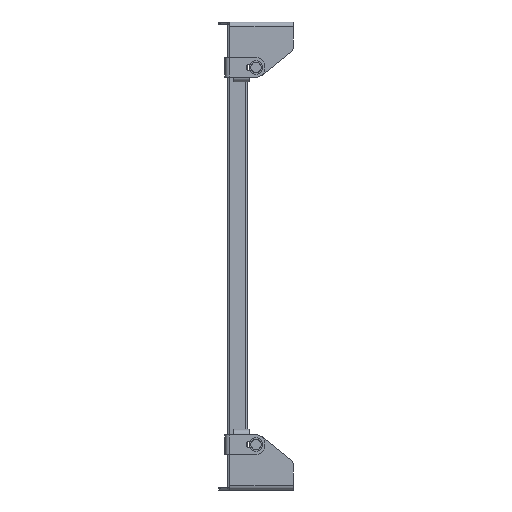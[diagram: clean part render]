
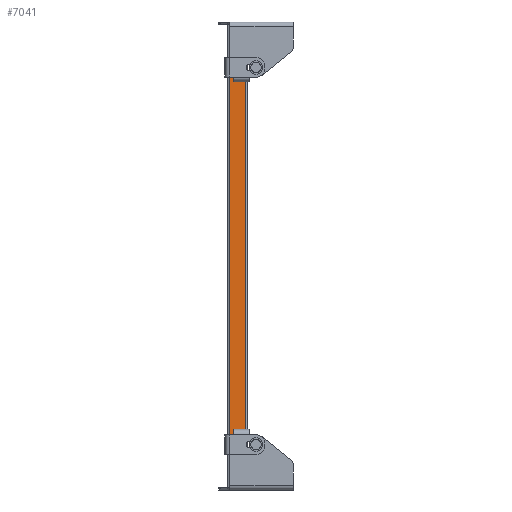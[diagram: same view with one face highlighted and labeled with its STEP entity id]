
A CAD part, left-side view. The second image highlights one B-rep face of the part: STEP entity #7041.
In plain terms, the highlighted planar face has unit normal (-1, 0, 0).
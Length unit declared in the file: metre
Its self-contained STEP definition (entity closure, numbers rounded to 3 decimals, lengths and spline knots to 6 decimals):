
#58 = AXIS2_PLACEMENT_3D ( 'NONE', #8878, #12862, #11348 ) ;
#223 = VECTOR ( 'NONE', #3399, 1. ) ;
#247 = DIRECTION ( 'NONE',  ( 1., 0., 0. ) ) ;
#445 = DIRECTION ( 'NONE',  ( 0., 0., 1. ) ) ;
#655 = AXIS2_PLACEMENT_3D ( 'NONE', #1476, #13902, #445 ) ;
#945 = CARTESIAN_POINT ( 'NONE',  ( -0.0125, -0.003065, -0.282801 ) ) ;
#976 = DIRECTION ( 'NONE',  ( 1., 0., 0. ) ) ;
#1325 = VECTOR ( 'NONE', #5417, 1. ) ;
#1476 = CARTESIAN_POINT ( 'NONE',  ( -0.0125, 0., 0.285761 ) ) ;
#1841 = VERTEX_POINT ( 'NONE', #2995 ) ;
#2081 = CARTESIAN_POINT ( 'NONE',  ( -0.0125, 0.0105, 0.040322 ) ) ;
#2089 = DIRECTION ( 'NONE',  ( 0., 0., -1. ) ) ;
#2399 = CARTESIAN_POINT ( 'NONE',  ( -0.0125, 0., 0.2815 ) ) ;
#2995 = CARTESIAN_POINT ( 'NONE',  ( -0.0125, -0.0105, -0.2905 ) ) ;
#3193 = LINE ( 'NONE', #4233, #1325 ) ;
#3399 = DIRECTION ( 'NONE',  ( 0., 0.695, -0.719 ) ) ;
#3439 = ORIENTED_EDGE ( 'NONE', *, *, #13887, .T. ) ;
#3454 = VECTOR ( 'NONE', #13538, 1. ) ;
#3619 = VERTEX_POINT ( 'NONE', #13989 ) ;
#3662 = EDGE_CURVE ( 'NONE', #13327, #8651, #4432, .T. ) ;
#3783 = DIRECTION ( 'NONE',  ( 0., 0.695, 0.719 ) ) ;
#3869 = AXIS2_PLACEMENT_3D ( 'NONE', #13466, #247, #7649 ) ;
#3873 = CIRCLE ( 'NONE', #5917, 0.004261 ) ;
#3893 = VECTOR ( 'NONE', #6938, 1. ) ;
#3980 = ORIENTED_EDGE ( 'NONE', *, *, #3662, .T. ) ;
#4233 = CARTESIAN_POINT ( 'NONE',  ( -0.0125, 0.0105, -0.2905 ) ) ;
#4432 = LINE ( 'NONE', #8170, #223 ) ;
#4894 = LINE ( 'NONE', #12383, #6993 ) ;
#5051 = CARTESIAN_POINT ( 'NONE',  ( -0.0125, -0.003065, -0.282801 ) ) ;
#5053 = VERTEX_POINT ( 'NONE', #2399 ) ;
#5231 = CIRCLE ( 'NONE', #655, 0.004261 ) ;
#5283 = ORIENTED_EDGE ( 'NONE', *, *, #11677, .T. ) ;
#5417 = DIRECTION ( 'NONE',  ( 0., -0.695, 0.719 ) ) ;
#5467 = VECTOR ( 'NONE', #10948, 1. ) ;
#5917 = AXIS2_PLACEMENT_3D ( 'NONE', #15238, #976, #2089 ) ;
#6363 = EDGE_CURVE ( 'NONE', #8651, #5053, #10740, .T. ) ;
#6607 = EDGE_CURVE ( 'NONE', #15571, #7302, #3193, .T. ) ;
#6900 = CARTESIAN_POINT ( 'NONE',  ( -0.0125, 0.0105, -0.2905 ) ) ;
#6936 = CARTESIAN_POINT ( 'NONE',  ( -0.0125, -0.0105, 0.2905 ) ) ;
#6938 = DIRECTION ( 'NONE',  ( 0., 0., -1. ) ) ;
#6993 = VECTOR ( 'NONE', #3783, 1. ) ;
#7041 = ADVANCED_FACE ( 'NONE', ( #11428 ), #13895, .F. ) ;
#7302 = VERTEX_POINT ( 'NONE', #12135 ) ;
#7649 = DIRECTION ( 'NONE',  ( 0., 0., 1. ) ) ;
#7695 = ORIENTED_EDGE ( 'NONE', *, *, #13907, .T. ) ;
#7748 = CARTESIAN_POINT ( 'NONE',  ( -0.0125, 0.003065, 0.282801 ) ) ;
#8170 = CARTESIAN_POINT ( 'NONE',  ( -0.0125, -0.003065, 0.282801 ) ) ;
#8651 = VERTEX_POINT ( 'NONE', #12848 ) ;
#8878 = CARTESIAN_POINT ( 'NONE',  ( -0.0125, 0.0125, 0.01 ) ) ;
#9657 = ORIENTED_EDGE ( 'NONE', *, *, #14246, .F. ) ;
#9810 = EDGE_CURVE ( 'NONE', #5053, #11662, #5231, .T. ) ;
#10438 = ORIENTED_EDGE ( 'NONE', *, *, #6607, .T. ) ;
#10740 = CIRCLE ( 'NONE', #3869, 0.004261 ) ;
#10948 = DIRECTION ( 'NONE',  ( 0., -0.695, -0.719 ) ) ;
#11029 = LINE ( 'NONE', #5051, #5467 ) ;
#11348 = DIRECTION ( 'NONE',  ( 0., 1., 0. ) ) ;
#11400 = EDGE_LOOP ( 'NONE', ( #14357, #10438, #5283, #3439, #9657, #3980, #14148, #13904, #7695 ) ) ;
#11428 = FACE_OUTER_BOUND ( 'NONE', #11400, .T. ) ;
#11662 = VERTEX_POINT ( 'NONE', #7748 ) ;
#11677 = EDGE_CURVE ( 'NONE', #7302, #13177, #3873, .T. ) ;
#12135 = CARTESIAN_POINT ( 'NONE',  ( -0.0125, 0.003065, -0.282801 ) ) ;
#12383 = CARTESIAN_POINT ( 'NONE',  ( -0.0125, 0.0105, 0.2905 ) ) ;
#12688 = EDGE_CURVE ( 'NONE', #3619, #15571, #13954, .T. ) ;
#12848 = CARTESIAN_POINT ( 'NONE',  ( -0.0125, -0.003065, 0.282801 ) ) ;
#12862 = DIRECTION ( 'NONE',  ( 1., 0., 0. ) ) ;
#13177 = VERTEX_POINT ( 'NONE', #945 ) ;
#13327 = VERTEX_POINT ( 'NONE', #6936 ) ;
#13466 = CARTESIAN_POINT ( 'NONE',  ( -0.0125, 0., 0.285761 ) ) ;
#13538 = DIRECTION ( 'NONE',  ( 0., 0., -1. ) ) ;
#13698 = CARTESIAN_POINT ( 'NONE',  ( -0.0125, -0.0105, 0.040322 ) ) ;
#13887 = EDGE_CURVE ( 'NONE', #13177, #1841, #11029, .T. ) ;
#13895 = PLANE ( 'NONE',  #58 ) ;
#13902 = DIRECTION ( 'NONE',  ( 1., 0., 0. ) ) ;
#13904 = ORIENTED_EDGE ( 'NONE', *, *, #9810, .T. ) ;
#13907 = EDGE_CURVE ( 'NONE', #11662, #3619, #4894, .T. ) ;
#13954 = LINE ( 'NONE', #2081, #3893 ) ;
#13989 = CARTESIAN_POINT ( 'NONE',  ( -0.0125, 0.0105, 0.2905 ) ) ;
#14148 = ORIENTED_EDGE ( 'NONE', *, *, #6363, .T. ) ;
#14246 = EDGE_CURVE ( 'NONE', #13327, #1841, #14812, .T. ) ;
#14357 = ORIENTED_EDGE ( 'NONE', *, *, #12688, .T. ) ;
#14812 = LINE ( 'NONE', #13698, #3454 ) ;
#15238 = CARTESIAN_POINT ( 'NONE',  ( -0.0125, 0., -0.285761 ) ) ;
#15571 = VERTEX_POINT ( 'NONE', #6900 ) ;
